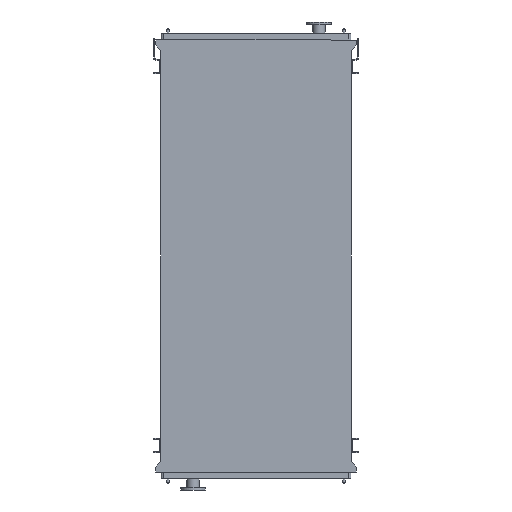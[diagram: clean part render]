
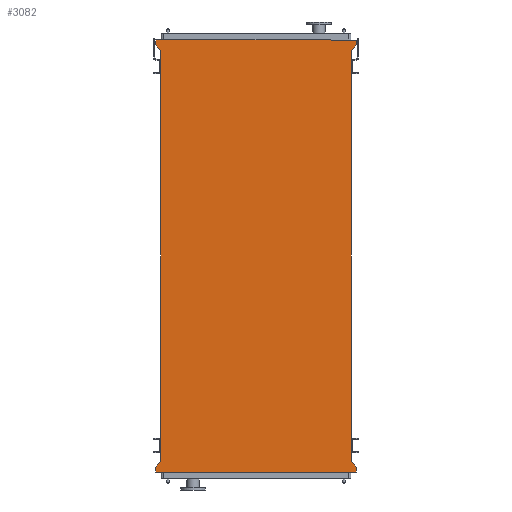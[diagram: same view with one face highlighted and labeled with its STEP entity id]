
A CAD part, front view. The second image highlights one B-rep face of the part: STEP entity #3082.
In plain terms, the highlighted planar face has unit normal (0, -1, 0).
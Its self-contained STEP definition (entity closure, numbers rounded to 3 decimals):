
#241 = CARTESIAN_POINT ( 'NONE',  ( 891., 0., 53. ) ) ;
#739 = CARTESIAN_POINT ( 'NONE',  ( 845., 0., -3650. ) ) ;
#787 = CARTESIAN_POINT ( 'NONE',  ( -891., 0., -3703. ) ) ;
#1218 = CARTESIAN_POINT ( 'NONE',  ( 891., 0., 95. ) ) ;
#1509 = ORIENTED_EDGE ( 'NONE', *, *, #13754, .T. ) ;
#1625 = CARTESIAN_POINT ( 'NONE',  ( -891., 0., 95. ) ) ;
#1967 = DIRECTION ( 'NONE',  ( 0., 0., 1. ) ) ;
#1996 = CARTESIAN_POINT ( 'NONE',  ( -891., 0., 53. ) ) ;
#1999 = VERTEX_POINT ( 'NONE', #739 ) ;
#2135 = LINE ( 'NONE', #6848, #13052 ) ;
#2253 = VERTEX_POINT ( 'NONE', #6731 ) ;
#2270 = DIRECTION ( 'NONE',  ( 0., 0., -1. ) ) ;
#2298 = CARTESIAN_POINT ( 'NONE',  ( 891., 0., 95. ) ) ;
#2340 = VECTOR ( 'NONE', #9320, 1000. ) ;
#2673 = LINE ( 'NONE', #7453, #16226 ) ;
#2722 = VERTEX_POINT ( 'NONE', #1218 ) ;
#2870 = LINE ( 'NONE', #9361, #2340 ) ;
#2925 = VECTOR ( 'NONE', #4688, 1000. ) ;
#3082 = ADVANCED_FACE ( 'NONE', ( #14949 ), #9711, .T. ) ;
#3205 = DIRECTION ( 'NONE',  ( -0.655, 0., -0.755 ) ) ;
#3216 = EDGE_CURVE ( 'NONE', #9802, #2722, #14239, .T. ) ;
#3226 = LINE ( 'NONE', #2298, #13809 ) ;
#3588 = VERTEX_POINT ( 'NONE', #12288 ) ;
#3656 = CARTESIAN_POINT ( 'NONE',  ( 891., 0., 53. ) ) ;
#3668 = ORIENTED_EDGE ( 'NONE', *, *, #14886, .F. ) ;
#3707 = CARTESIAN_POINT ( 'NONE',  ( 845., 0., -3650. ) ) ;
#3750 = VECTOR ( 'NONE', #10710, 1000. ) ;
#3927 = VERTEX_POINT ( 'NONE', #6063 ) ;
#4032 = VECTOR ( 'NONE', #9502, 1000. ) ;
#4205 = ORIENTED_EDGE ( 'NONE', *, *, #14971, .F. ) ;
#4544 = VERTEX_POINT ( 'NONE', #13060 ) ;
#4688 = DIRECTION ( 'NONE',  ( 0.655, 0., -0.755 ) ) ;
#4722 = ORIENTED_EDGE ( 'NONE', *, *, #15223, .F. ) ;
#4859 = CARTESIAN_POINT ( 'NONE',  ( -891., 0., -3745. ) ) ;
#5035 = DIRECTION ( 'NONE',  ( 0., 0., -1. ) ) ;
#5202 = CARTESIAN_POINT ( 'NONE',  ( -891., 0., 95. ) ) ;
#5237 = CARTESIAN_POINT ( 'NONE',  ( 891., 0., -3703. ) ) ;
#5524 = VERTEX_POINT ( 'NONE', #7501 ) ;
#5951 = ORIENTED_EDGE ( 'NONE', *, *, #14130, .F. ) ;
#6040 = VECTOR ( 'NONE', #1967, 1000. ) ;
#6063 = CARTESIAN_POINT ( 'NONE',  ( 891., 0., -3703. ) ) ;
#6437 = ORIENTED_EDGE ( 'NONE', *, *, #3216, .F. ) ;
#6517 = DIRECTION ( 'NONE',  ( 1., 0., 0. ) ) ;
#6546 = VECTOR ( 'NONE', #6844, 1000. ) ;
#6731 = CARTESIAN_POINT ( 'NONE',  ( -891., 0., -3703. ) ) ;
#6783 = DIRECTION ( 'NONE',  ( -1., 0., 0. ) ) ;
#6844 = DIRECTION ( 'NONE',  ( 0., 0., 1. ) ) ;
#6848 = CARTESIAN_POINT ( 'NONE',  ( 891., 0., -3745. ) ) ;
#6851 = CARTESIAN_POINT ( 'NONE',  ( 845., 0., -3650. ) ) ;
#6868 = CARTESIAN_POINT ( 'NONE',  ( -845., 0., 0. ) ) ;
#6896 = ORIENTED_EDGE ( 'NONE', *, *, #14505, .F. ) ;
#7046 = AXIS2_PLACEMENT_3D ( 'NONE', #9296, #8748, #8678 ) ;
#7267 = DIRECTION ( 'NONE',  ( 0., 0., 1. ) ) ;
#7453 = CARTESIAN_POINT ( 'NONE',  ( -891., 0., -3745. ) ) ;
#7501 = CARTESIAN_POINT ( 'NONE',  ( -891., 0., 53. ) ) ;
#7550 = VERTEX_POINT ( 'NONE', #8498 ) ;
#7850 = LINE ( 'NONE', #787, #3750 ) ;
#8060 = LINE ( 'NONE', #5237, #11235 ) ;
#8298 = LINE ( 'NONE', #3656, #15194 ) ;
#8498 = CARTESIAN_POINT ( 'NONE',  ( 845., 0., 0. ) ) ;
#8583 = VERTEX_POINT ( 'NONE', #241 ) ;
#8675 = ORIENTED_EDGE ( 'NONE', *, *, #15316, .F. ) ;
#8678 = DIRECTION ( 'NONE',  ( 0., 0., -1. ) ) ;
#8748 = DIRECTION ( 'NONE',  ( 0., -1., 0. ) ) ;
#9296 = CARTESIAN_POINT ( 'NONE',  ( -845., 0., -3650. ) ) ;
#9320 = DIRECTION ( 'NONE',  ( 0., 0., 1. ) ) ;
#9361 = CARTESIAN_POINT ( 'NONE',  ( -845., 0., -3650. ) ) ;
#9502 = DIRECTION ( 'NONE',  ( -0.655, 0., 0.755 ) ) ;
#9574 = CARTESIAN_POINT ( 'NONE',  ( -845., 0., 0. ) ) ;
#9587 = EDGE_CURVE ( 'NONE', #4544, #13757, #2870, .T. ) ;
#9711 = PLANE ( 'NONE',  #7046 ) ;
#9802 = VERTEX_POINT ( 'NONE', #1625 ) ;
#10243 = LINE ( 'NONE', #6851, #6546 ) ;
#10710 = DIRECTION ( 'NONE',  ( 0.655, 0., 0.755 ) ) ;
#10752 = VECTOR ( 'NONE', #6517, 1000. ) ;
#11235 = VECTOR ( 'NONE', #5035, 1000. ) ;
#11753 = ORIENTED_EDGE ( 'NONE', *, *, #15071, .F. ) ;
#12288 = CARTESIAN_POINT ( 'NONE',  ( 891., 0., -3745. ) ) ;
#12837 = VERTEX_POINT ( 'NONE', #4859 ) ;
#13003 = ORIENTED_EDGE ( 'NONE', *, *, #14209, .F. ) ;
#13052 = VECTOR ( 'NONE', #6783, 1000. ) ;
#13060 = CARTESIAN_POINT ( 'NONE',  ( -845., 0., -3650. ) ) ;
#13754 = EDGE_CURVE ( 'NONE', #1999, #7550, #10243, .T. ) ;
#13757 = VERTEX_POINT ( 'NONE', #6868 ) ;
#13809 = VECTOR ( 'NONE', #2270, 1000. ) ;
#13965 = LINE ( 'NONE', #3707, #2925 ) ;
#14085 = ORIENTED_EDGE ( 'NONE', *, *, #9587, .F. ) ;
#14130 = EDGE_CURVE ( 'NONE', #8583, #7550, #8298, .T. ) ;
#14209 = EDGE_CURVE ( 'NONE', #2722, #8583, #3226, .T. ) ;
#14239 = LINE ( 'NONE', #5202, #10752 ) ;
#14320 = EDGE_CURVE ( 'NONE', #5524, #9802, #15945, .T. ) ;
#14505 = EDGE_CURVE ( 'NONE', #13757, #5524, #14688, .T. ) ;
#14688 = LINE ( 'NONE', #9574, #4032 ) ;
#14886 = EDGE_CURVE ( 'NONE', #2253, #4544, #7850, .T. ) ;
#14949 = FACE_OUTER_BOUND ( 'NONE', #16189, .T. ) ;
#14971 = EDGE_CURVE ( 'NONE', #12837, #2253, #2673, .T. ) ;
#15071 = EDGE_CURVE ( 'NONE', #3588, #12837, #2135, .T. ) ;
#15194 = VECTOR ( 'NONE', #3205, 1000. ) ;
#15223 = EDGE_CURVE ( 'NONE', #3927, #3588, #8060, .T. ) ;
#15316 = EDGE_CURVE ( 'NONE', #1999, #3927, #13965, .T. ) ;
#15945 = LINE ( 'NONE', #1996, #6040 ) ;
#16186 = ORIENTED_EDGE ( 'NONE', *, *, #14320, .F. ) ;
#16189 = EDGE_LOOP ( 'NONE', ( #1509, #5951, #13003, #6437, #16186, #6896, #14085, #3668, #4205, #11753, #4722, #8675 ) ) ;
#16226 = VECTOR ( 'NONE', #7267, 1000. ) ;
